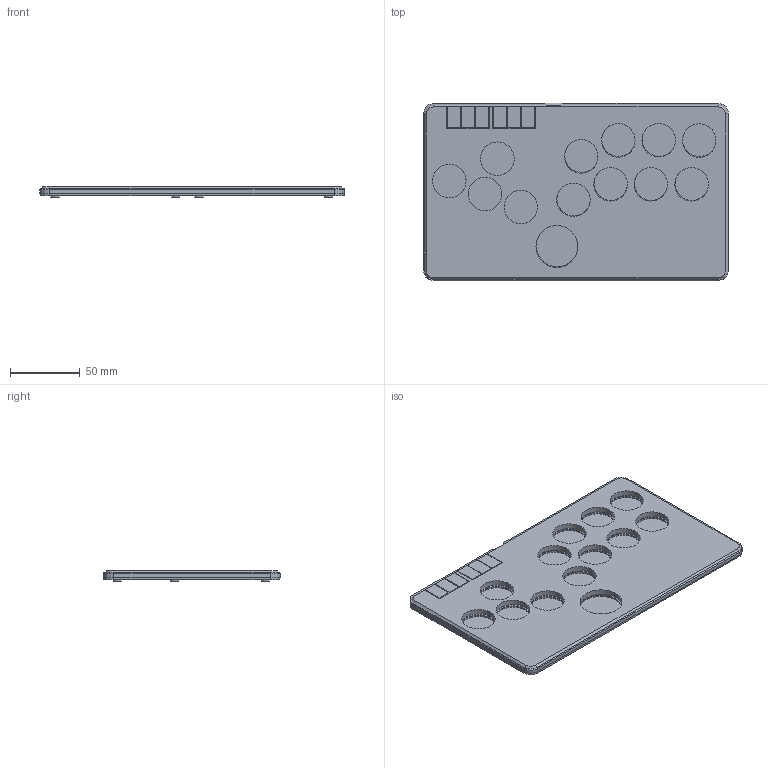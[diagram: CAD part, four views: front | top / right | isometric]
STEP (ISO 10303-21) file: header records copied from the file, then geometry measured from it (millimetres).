
FILE_DESCRIPTION(/* description */ (''),/* implementation_level */ '2;1');
FILE_NAME(/* name */ 'Flatbox-rev5-X1.step',/* time_stamp */ '2023-08-02T18:51:06+03:00',/* author */ (''),/* organization */ (''),/* preprocessor_version */ 'ST-DEVELOPER v20',/* originating_system */ 'Autodesk Translation Framework v12.9.0.99',/* authorisation */ '');
FILE_SCHEMA (('AUTOMOTIVE_DESIGN { 1 0 10303 214 3 1 1 }'));
Length unit declared in the file: millimetre
Products named in the file (1): Flatbox-rev5-Top MIX box with jump
Bounding box: 218.23 x 126.89 x 7.2 mm (x, y, z)
Volume: 120056.1 mm3; surface area: 113688.1 mm2
Topology: 2 solids, 2 shells, 209 faces, 470 edges, 307 vertices
Faces by surface type: plane 121, cylinder 77, cone 11
Full cylindrical faces by diameter (mm): 2.8 x7, 3.3 x7, 6 x7, 10 x14, 24 x24, 30 x2
Entity records: 5964 total; most frequent: DIRECTION 1055, CARTESIAN_POINT 987, ORIENTED_EDGE 940, EDGE_CURVE 470, AXIS2_PLACEMENT_3D 375, VERTEX_POINT 307, LINE 305, VECTOR 305
